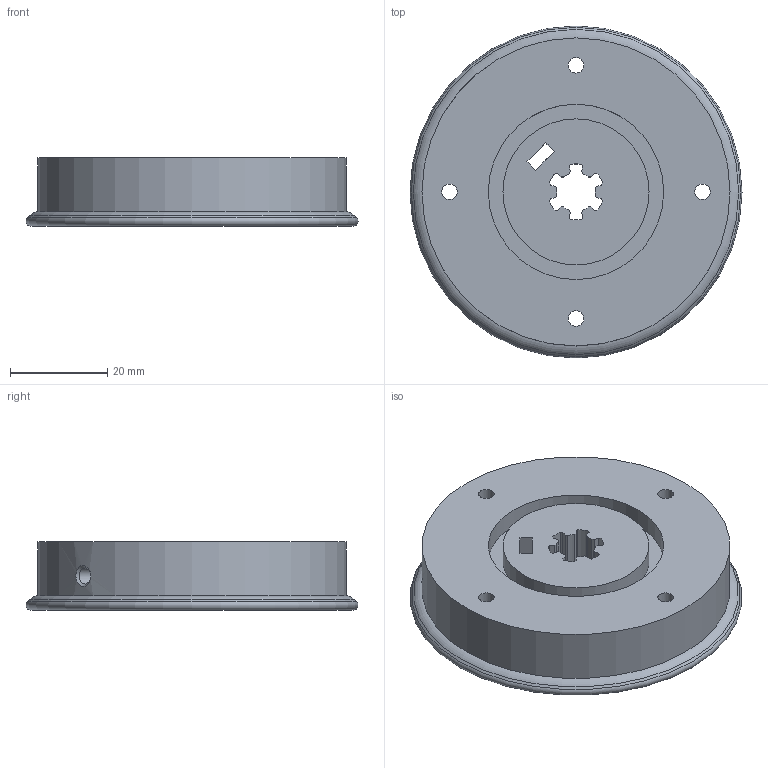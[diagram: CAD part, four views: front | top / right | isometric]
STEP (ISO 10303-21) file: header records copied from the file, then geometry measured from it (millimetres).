
FILE_DESCRIPTION(('FreeCAD Model'),'2;1');
FILE_NAME('Open CASCADE Shape Model','2025-05-28T14:40:17',(''),(''), 'Open CASCADE STEP processor 7.6','FreeCAD','Unknown');
FILE_SCHEMA(('AUTOMOTIVE_DESIGN { 1 0 10303 214 1 1 1 1 }'));
Length unit declared in the file: millimetre
Products named in the file (1): nuevo lado rodamiento con prisionero
Bounding box: 68.17 x 68.17 x 14 mm (x, y, z)
Volume: 41330.6 mm3; surface area: 12305.8 mm2
Topology: 1 solids, 1 shells, 128 faces, 311 edges, 190 vertices
Faces by surface type: plane 87, cylinder 25, cone 13, torus 2, bspline 1
Full cylindrical faces by diameter (mm): 3.2 x4, 3.3 x2, 6 x4, 30 x1, 36 x1, 63.25 x1
Entity records: 8794 total; most frequent: CARTESIAN_POINT 2557, DIRECTION 1129, LINE 700, VECTOR 700, ORIENTED_EDGE 622, PCURVE 622, DEFINITIONAL_REPRESENTATION 622, EDGE_CURVE 311
